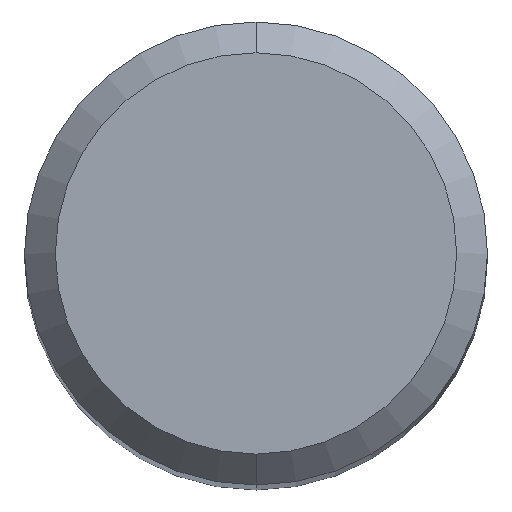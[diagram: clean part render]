
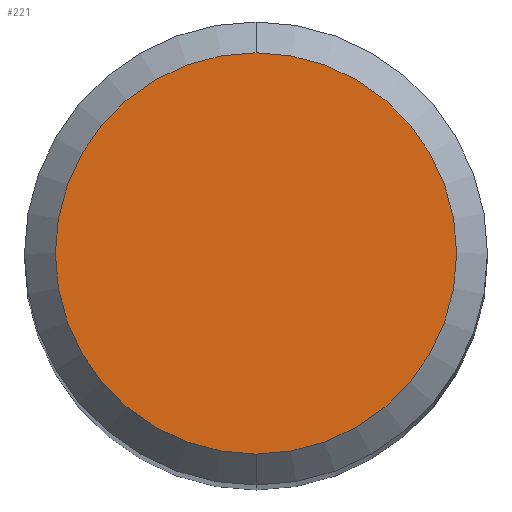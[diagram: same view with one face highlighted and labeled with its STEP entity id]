
A CAD part, top view. The second image highlights one B-rep face of the part: STEP entity #221.
In plain terms, the highlighted planar face has unit normal (0, 0, 1).
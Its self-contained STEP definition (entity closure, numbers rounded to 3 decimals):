
#99=VERTEX_POINT('',#250);
#139=EDGE_CURVE('',#217,#99,#295,.T.);
#159=EDGE_CURVE('',#99,#217,#318,.T.);
#217=VERTEX_POINT('',#384);
#221=ADVANCED_FACE('',(#388),#389,.T.);
#250=CARTESIAN_POINT('',(0.0,2.6,0.0));
#295=CIRCLE('',#467,2.6);
#318=CIRCLE('',#496,2.6);
#384=CARTESIAN_POINT('',(0.,-2.6,0.0));
#388=FACE_OUTER_BOUND('',#585,.T.);
#389=PLANE('',#586);
#467=AXIS2_PLACEMENT_3D('',#661,#662,#663);
#496=AXIS2_PLACEMENT_3D('',#698,#699,#700);
#585=EDGE_LOOP('',(#784,#785));
#586=AXIS2_PLACEMENT_3D('',#786,#787,#788);
#661=CARTESIAN_POINT('',(0.0,0.0,0.0));
#662=DIRECTION('',(0.0,0.0,-1.0));
#663=DIRECTION('',(0.0,1.0,0.0));
#698=CARTESIAN_POINT('',(0.0,0.0,0.0));
#699=DIRECTION('',(0.0,0.0,-1.0));
#700=DIRECTION('',(0.0,1.0,0.0));
#784=ORIENTED_EDGE('',*,*,#159,.F.);
#785=ORIENTED_EDGE('',*,*,#139,.F.);
#786=CARTESIAN_POINT('',(0.0,1.3,0.0));
#787=DIRECTION('',(-0.0,0.0,1.0));
#788=DIRECTION('',(0.0,-1.0,0.0));
